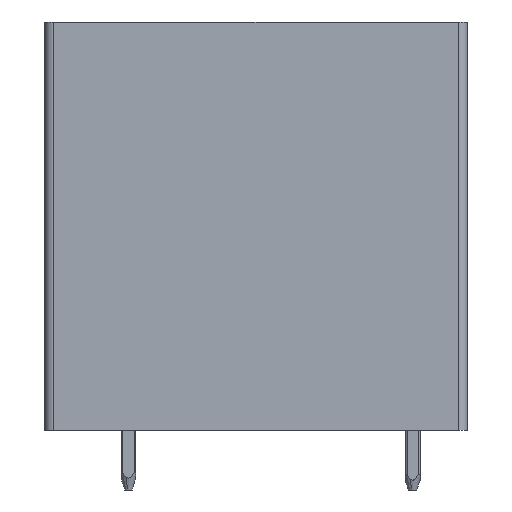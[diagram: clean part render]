
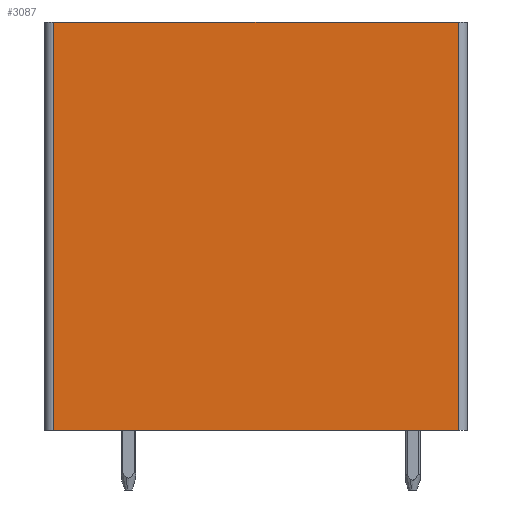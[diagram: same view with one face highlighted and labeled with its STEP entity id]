
A CAD part, left-side view. The second image highlights one B-rep face of the part: STEP entity #3087.
In plain terms, the highlighted planar face has unit normal (-1, 0, 0).
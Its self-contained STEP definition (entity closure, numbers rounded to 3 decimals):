
#3074=AXIS2_PLACEMENT_3D('Plane Axis2P3D',#3071,#3072,#3073) ;
#1942=CARTESIAN_POINT('Vertex',(0.,22.2,25.1)) ;
#1945=CARTESIAN_POINT('Line Origine',(0.,11.35,25.1)) ;
#1949=CARTESIAN_POINT('Vertex',(0.,0.5,25.1)) ;
#3021=CARTESIAN_POINT('Line Origine',(0.,0.5,14.15)) ;
#3025=CARTESIAN_POINT('Vertex',(0.,0.5,3.2)) ;
#3056=CARTESIAN_POINT('Vertex',(0.,22.2,3.2)) ;
#3059=CARTESIAN_POINT('Line Origine',(0.,22.2,14.15)) ;
#3071=CARTESIAN_POINT('Axis2P3D Location',(0.,0.,0.)) ;
#3076=CARTESIAN_POINT('Line Origine',(0.,11.35,3.2)) ;
#1946=DIRECTION('Vector Direction',(0.,-1.,0.)) ;
#3022=DIRECTION('Vector Direction',(0.,0.,1.)) ;
#3060=DIRECTION('Vector Direction',(0.,0.,1.)) ;
#3072=DIRECTION('Axis2P3D Direction',(-1.,0.,0.)) ;
#3073=DIRECTION('Axis2P3D XDirection',(0.,0.,1.)) ;
#3077=DIRECTION('Vector Direction',(0.,-1.,0.)) ;
#1947=VECTOR('Line Direction',#1946,1.) ;
#3023=VECTOR('Line Direction',#3022,1.) ;
#3061=VECTOR('Line Direction',#3060,1.) ;
#3078=VECTOR('Line Direction',#3077,1.) ;
#3082=ORIENTED_EDGE('',*,*,#1951,.T.) ;
#3083=ORIENTED_EDGE('',*,*,#3063,.T.) ;
#3084=ORIENTED_EDGE('',*,*,#3080,.T.) ;
#3085=ORIENTED_EDGE('',*,*,#3027,.T.) ;
#3087=ADVANCED_FACE('HOUSING',(#3086),#3075,.T.) ;
#1951=EDGE_CURVE('',#1950,#1943,#1948,.F.) ;
#3027=EDGE_CURVE('',#3026,#1950,#3024,.T.) ;
#3063=EDGE_CURVE('',#1943,#3057,#3062,.F.) ;
#3080=EDGE_CURVE('',#3057,#3026,#3079,.T.) ;
#3081=EDGE_LOOP('',(#3082,#3083,#3084,#3085)) ;
#3086=FACE_OUTER_BOUND('',#3081,.T.) ;
#1948=LINE('Line',#1945,#1947) ;
#3024=LINE('Line',#3021,#3023) ;
#3062=LINE('Line',#3059,#3061) ;
#3079=LINE('Line',#3076,#3078) ;
#3075=PLANE('',#3074) ;
#1943=VERTEX_POINT('',#1942) ;
#1950=VERTEX_POINT('',#1949) ;
#3026=VERTEX_POINT('',#3025) ;
#3057=VERTEX_POINT('',#3056) ;
